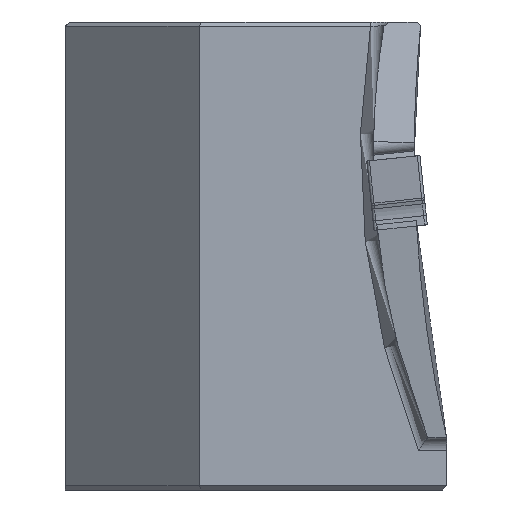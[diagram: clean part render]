
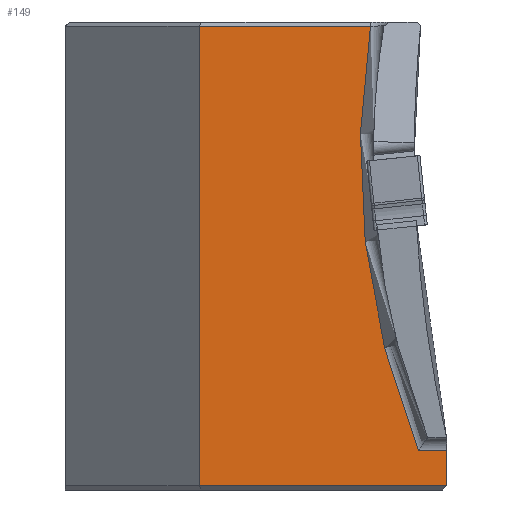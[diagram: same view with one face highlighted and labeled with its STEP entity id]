
A CAD part, left-side view. The second image highlights one B-rep face of the part: STEP entity #149.
In plain terms, the highlighted planar face has unit normal (-1, 0, 0).
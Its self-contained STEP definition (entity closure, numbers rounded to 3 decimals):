
#86=CIRCLE('',#1395,59.);
#149=ADVANCED_FACE('',(#271),#223,.F.);
#223=PLANE('',#1396);
#271=FACE_OUTER_BOUND('',#347,.T.);
#347=EDGE_LOOP('',(#504,#505,#506,#507,#508,#509));
#504=ORIENTED_EDGE('',*,*,#945,.T.);
#505=ORIENTED_EDGE('',*,*,#984,.T.);
#506=ORIENTED_EDGE('',*,*,#985,.T.);
#507=ORIENTED_EDGE('',*,*,#986,.T.);
#508=ORIENTED_EDGE('',*,*,#987,.T.);
#509=ORIENTED_EDGE('',*,*,#988,.T.);
#825=VERTEX_POINT('',#1939);
#826=VERTEX_POINT('',#1941);
#852=VERTEX_POINT('',#2064);
#853=VERTEX_POINT('',#2066);
#854=VERTEX_POINT('',#2068);
#855=VERTEX_POINT('',#2070);
#945=EDGE_CURVE('',#826,#825,#1131,.T.);
#984=EDGE_CURVE('',#825,#852,#1156,.T.);
#985=EDGE_CURVE('',#852,#853,#86,.T.);
#986=EDGE_CURVE('',#853,#854,#1157,.T.);
#987=EDGE_CURVE('',#854,#855,#1158,.T.);
#988=EDGE_CURVE('',#855,#826,#1159,.T.);
#1131=LINE('',#1940,#1258);
#1156=LINE('',#2063,#1283);
#1157=LINE('',#2067,#1284);
#1158=LINE('',#2069,#1285);
#1159=LINE('',#2071,#1286);
#1258=VECTOR('',#1531,1.);
#1283=VECTOR('',#1598,1.);
#1284=VECTOR('',#1601,1.);
#1285=VECTOR('',#1602,1.);
#1286=VECTOR('',#1603,1.);
#1395=AXIS2_PLACEMENT_3D('',#2065,#1599,#1600);
#1396=AXIS2_PLACEMENT_3D('',#2072,#1604,#1605);
#1531=DIRECTION('',(0.,0.,1.));
#1598=DIRECTION('',(0.,1.,0.));
#1599=DIRECTION('',(1.,0.,0.));
#1600=DIRECTION('',(0.,0.,-1.));
#1601=DIRECTION('',(0.,1.,0.));
#1602=DIRECTION('',(0.,0.,-1.));
#1603=DIRECTION('',(0.,-1.,0.));
#1604=DIRECTION('',(1.,0.,0.));
#1605=DIRECTION('',(0.,0.,-1.));
#1939=CARTESIAN_POINT('',(33.,-28.5,-22.072));
#1940=CARTESIAN_POINT('',(33.,-28.5,-21.072));
#1941=CARTESIAN_POINT('',(33.,-28.5,-24.7));
#2063=CARTESIAN_POINT('',(33.,-28.5,-22.072));
#2064=CARTESIAN_POINT('',(33.,-26.406,-22.072));
#2065=CARTESIAN_POINT('',(33.,-81.041,0.2));
#2066=CARTESIAN_POINT('',(33.,-22.811,9.7));
#2067=CARTESIAN_POINT('',(33.,-81.041,9.7));
#2068=CARTESIAN_POINT('',(33.,-10.,9.7));
#2069=CARTESIAN_POINT('',(33.,-10.,10.));
#2070=CARTESIAN_POINT('',(33.,-10.,-24.7));
#2071=CARTESIAN_POINT('',(33.,-81.041,-24.7));
#2072=CARTESIAN_POINT('',(33.,-81.041,0.2));
